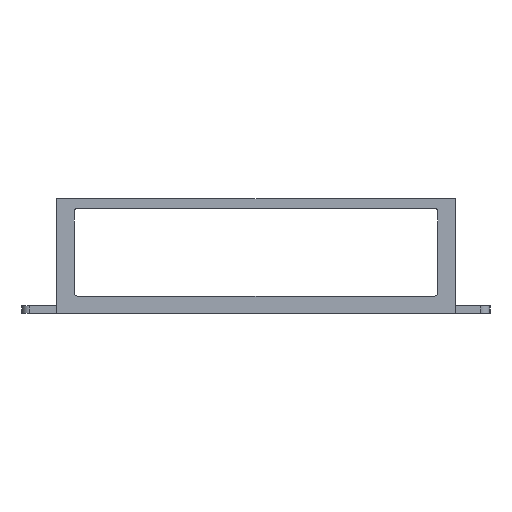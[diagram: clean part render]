
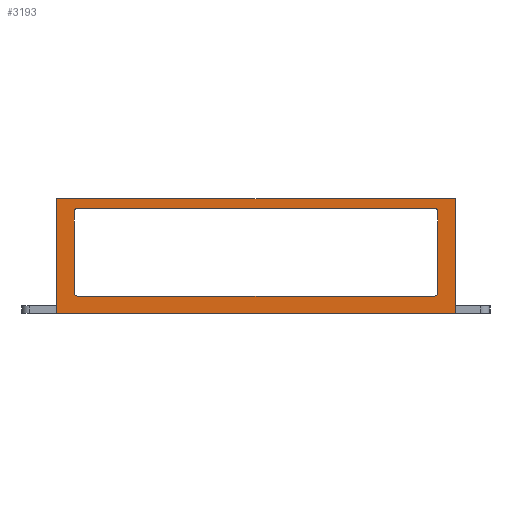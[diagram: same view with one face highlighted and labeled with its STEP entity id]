
A CAD part, left-side view. The second image highlights one B-rep face of the part: STEP entity #3193.
In plain terms, the highlighted planar face has unit normal (-1, 0, 0).
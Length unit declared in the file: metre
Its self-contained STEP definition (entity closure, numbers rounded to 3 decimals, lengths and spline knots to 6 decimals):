
#91=PLANE('',#3464);
#208=CIRCLE('',#3465,0.001);
#209=CIRCLE('',#3466,0.001);
#210=CIRCLE('',#3467,0.001);
#211=CIRCLE('',#3468,0.001);
#972=ORIENTED_EDGE('',*,*,#1552,.F.);
#973=ORIENTED_EDGE('',*,*,#1553,.F.);
#974=ORIENTED_EDGE('',*,*,#1554,.F.);
#975=ORIENTED_EDGE('',*,*,#1555,.F.);
#976=ORIENTED_EDGE('',*,*,#1556,.T.);
#977=ORIENTED_EDGE('',*,*,#1557,.F.);
#978=ORIENTED_EDGE('',*,*,#1558,.T.);
#979=ORIENTED_EDGE('',*,*,#1559,.F.);
#980=ORIENTED_EDGE('',*,*,#1548,.F.);
#981=ORIENTED_EDGE('',*,*,#1560,.T.);
#982=ORIENTED_EDGE('',*,*,#1398,.T.);
#983=ORIENTED_EDGE('',*,*,#1452,.T.);
#1398=EDGE_CURVE('',#1785,#1784,#2112,.T.);
#1452=EDGE_CURVE('',#1784,#1832,#2160,.T.);
#1548=EDGE_CURVE('',#1889,#1832,#2228,.T.);
#1552=EDGE_CURVE('',#1892,#1893,#2232,.T.);
#1553=EDGE_CURVE('',#1894,#1892,#208,.T.);
#1554=EDGE_CURVE('',#1895,#1894,#2233,.T.);
#1555=EDGE_CURVE('',#1896,#1895,#209,.T.);
#1556=EDGE_CURVE('',#1896,#1897,#2234,.T.);
#1557=EDGE_CURVE('',#1898,#1897,#210,.T.);
#1558=EDGE_CURVE('',#1898,#1899,#2235,.T.);
#1559=EDGE_CURVE('',#1893,#1899,#211,.T.);
#1560=EDGE_CURVE('',#1889,#1785,#2236,.T.);
#1784=VERTEX_POINT('',#4893);
#1785=VERTEX_POINT('',#4895);
#1832=VERTEX_POINT('',#5000);
#1889=VERTEX_POINT('',#5189);
#1892=VERTEX_POINT('',#5198);
#1893=VERTEX_POINT('',#5199);
#1894=VERTEX_POINT('',#5201);
#1895=VERTEX_POINT('',#5203);
#1896=VERTEX_POINT('',#5205);
#1897=VERTEX_POINT('',#5207);
#1898=VERTEX_POINT('',#5209);
#1899=VERTEX_POINT('',#5211);
#2112=LINE('',#4894,#2468);
#2160=LINE('',#5001,#2516);
#2228=LINE('',#5190,#2584);
#2232=LINE('',#5197,#2588);
#2233=LINE('',#5202,#2589);
#2234=LINE('',#5206,#2590);
#2235=LINE('',#5210,#2591);
#2236=LINE('',#5213,#2592);
#2468=VECTOR('',#3981,1.);
#2516=VECTOR('',#4051,1.);
#2584=VECTOR('',#4247,1.);
#2588=VECTOR('',#4253,1.);
#2589=VECTOR('',#4256,1.);
#2590=VECTOR('',#4259,1.);
#2591=VECTOR('',#4262,1.);
#2592=VECTOR('',#4265,1.);
#2790=EDGE_LOOP('',(#972,#973,#974,#975,#976,#977,#978,#979));
#2791=EDGE_LOOP('',(#980,#981,#982,#983));
#2982=FACE_BOUND('',#2790,.T.);
#2983=FACE_BOUND('',#2791,.T.);
#3193=ADVANCED_FACE('',(#2982,#2983),#91,.F.);
#3464=AXIS2_PLACEMENT_3D('',#5196,#4251,#4252);
#3465=AXIS2_PLACEMENT_3D('',#5200,#4254,#4255);
#3466=AXIS2_PLACEMENT_3D('',#5204,#4257,#4258);
#3467=AXIS2_PLACEMENT_3D('',#5208,#4260,#4261);
#3468=AXIS2_PLACEMENT_3D('',#5212,#4263,#4264);
#3981=DIRECTION('',(0.,0.,-1.));
#4051=DIRECTION('',(0.,-1.,0.));
#4247=DIRECTION('',(0.,0.,-1.));
#4251=DIRECTION('',(1.,0.,0.));
#4252=DIRECTION('',(0.,0.,1.));
#4253=DIRECTION('',(0.,0.,-1.));
#4254=DIRECTION('',(-1.,0.,0.));
#4255=DIRECTION('',(0.,0.,1.));
#4256=DIRECTION('',(0.,1.,0.));
#4257=DIRECTION('',(-1.,0.,0.));
#4258=DIRECTION('',(0.,0.,1.));
#4259=DIRECTION('',(0.,0.,-1.));
#4260=DIRECTION('',(-1.,0.,0.));
#4261=DIRECTION('',(0.,0.,1.));
#4262=DIRECTION('',(0.,1.,0.));
#4263=DIRECTION('',(-1.,0.,0.));
#4264=DIRECTION('',(0.,0.,1.));
#4265=DIRECTION('',(0.,1.,0.));
#4893=CARTESIAN_POINT('',(-0.216,0.1131,0.));
#4894=CARTESIAN_POINT('',(-0.216,0.1131,0.03));
#4895=CARTESIAN_POINT('',(-0.216,0.1131,0.03));
#5000=CARTESIAN_POINT('',(-0.216,0.0091,0.));
#5001=CARTESIAN_POINT('',(-0.216,0.0611,0.));
#5189=CARTESIAN_POINT('',(-0.216,0.0091,0.03));
#5190=CARTESIAN_POINT('',(-0.216,0.0091,0.03));
#5196=CARTESIAN_POINT('',(-0.216,0.0611,0.03));
#5197=CARTESIAN_POINT('',(-0.216,0.1086,0.03));
#5198=CARTESIAN_POINT('',(-0.216,0.1086,0.0265));
#5199=CARTESIAN_POINT('',(-0.216,0.1086,0.0055));
#5200=CARTESIAN_POINT('',(-0.216,0.1076,0.0265));
#5201=CARTESIAN_POINT('',(-0.216,0.1076,0.0275));
#5202=CARTESIAN_POINT('',(-0.216,0.0611,0.0275));
#5203=CARTESIAN_POINT('',(-0.216,0.0146,0.0275));
#5204=CARTESIAN_POINT('',(-0.216,0.0146,0.0265));
#5205=CARTESIAN_POINT('',(-0.216,0.0136,0.0265));
#5206=CARTESIAN_POINT('',(-0.216,0.0136,0.03));
#5207=CARTESIAN_POINT('',(-0.216,0.0136,0.0055));
#5208=CARTESIAN_POINT('',(-0.216,0.0146,0.0055));
#5209=CARTESIAN_POINT('',(-0.216,0.0146,0.0045));
#5210=CARTESIAN_POINT('',(-0.216,0.0611,0.0045));
#5211=CARTESIAN_POINT('',(-0.216,0.1076,0.0045));
#5212=CARTESIAN_POINT('',(-0.216,0.1076,0.0055));
#5213=CARTESIAN_POINT('',(-0.216,0.0611,0.03));
